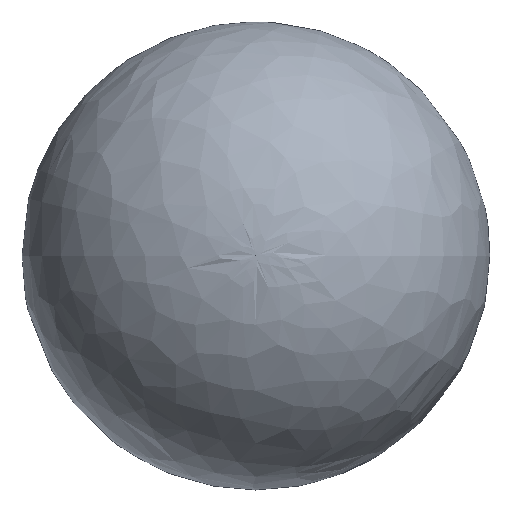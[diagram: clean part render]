
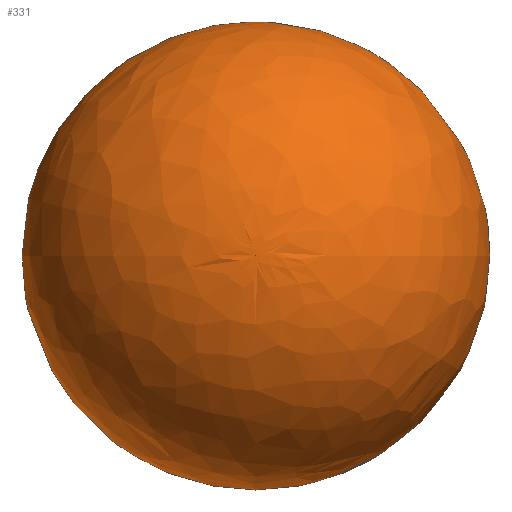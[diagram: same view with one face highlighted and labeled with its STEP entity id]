
A CAD part, top view. The second image highlights one B-rep face of the part: STEP entity #331.
In plain terms, the highlighted free-form (B-spline) face has degree [2, 2] with [5, 9] control points.
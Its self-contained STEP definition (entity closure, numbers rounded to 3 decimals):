
#16=(
BOUNDED_SURFACE()
B_SPLINE_SURFACE(2,2,((#910,#911,#912,#913,#914,#915,#916,#917,#918),(#919,
#920,#921,#922,#923,#924,#925,#926,#927),(#928,#929,#930,#931,#932,#933,
#934,#935,#936),(#937,#938,#939,#940,#941,#942,#943,#944,#945),(#946,#947,
#948,#949,#950,#951,#952,#953,#954)),.UNSPECIFIED.,.F.,.T.,.F.)
B_SPLINE_SURFACE_WITH_KNOTS((3,2,3),(3,2,2,2,3),(-0.899,0.342,
1.583),(-3.142,-1.571,0.,1.571,
3.142),.UNSPECIFIED.)
GEOMETRIC_REPRESENTATION_ITEM()
RATIONAL_B_SPLINE_SURFACE(((1.,0.707,1.,0.707,1.,
0.707,1.,0.707,1.),(0.814,0.575,
0.814,0.575,0.814,0.575,
0.814,0.575,0.814),(1.,0.707,
1.,0.707,1.,0.707,1.,0.707,1.),(0.814,
0.575,0.814,0.575,0.814,
0.575,0.814,0.575,0.814),
(1.,0.707,1.,0.707,1.,0.707,1.,0.707,
1.)))
REPRESENTATION_ITEM('')
SURFACE()
);
#48=FACE_OUTER_BOUND('',#69,.T.);
#69=EDGE_LOOP('',(#301,#302,#303,#304));
#88=CIRCLE('',#364,34.256);
#89=CIRCLE('',#365,34.256);
#90=CIRCLE('',#367,54.);
#164=VERTEX_POINT('',#904);
#165=VERTEX_POINT('',#906);
#166=VERTEX_POINT('',#955);
#211=EDGE_CURVE('',#164,#165,#88,.T.);
#212=EDGE_CURVE('',#165,#164,#89,.T.);
#213=EDGE_CURVE('',#166,#164,#90,.T.);
#301=ORIENTED_EDGE('',*,*,#213,.T.);
#302=ORIENTED_EDGE('',*,*,#212,.F.);
#303=ORIENTED_EDGE('',*,*,#211,.F.);
#304=ORIENTED_EDGE('',*,*,#213,.F.);
#331=ADVANCED_FACE('',(#48),#16,.F.);
#364=AXIS2_PLACEMENT_3D('',#907,#444,#445);
#365=AXIS2_PLACEMENT_3D('',#908,#446,#447);
#367=AXIS2_PLACEMENT_3D('',#956,#450,#451);
#444=DIRECTION('center_axis',(0.,0.,-1.));
#445=DIRECTION('ref_axis',(-1.,0.,0.));
#446=DIRECTION('center_axis',(0.,0.,-1.));
#447=DIRECTION('ref_axis',(-1.,0.,0.));
#450=DIRECTION('center_axis',(0.,-1.,0.));
#451=DIRECTION('ref_axis',(-1.,0.,0.));
#904=CARTESIAN_POINT('',(-34.256,0.,19.59));
#906=CARTESIAN_POINT('',(34.256,0.,19.59));
#907=CARTESIAN_POINT('Origin',(0.,0.,19.59));
#908=CARTESIAN_POINT('Origin',(0.,0.,19.59));
#910=CARTESIAN_POINT('Ctrl Pts',(-34.256,0.,19.59));
#911=CARTESIAN_POINT('Ctrl Pts',(-34.256,-34.256,19.59));
#912=CARTESIAN_POINT('Ctrl Pts',(0.,-34.256,
19.59));
#913=CARTESIAN_POINT('Ctrl Pts',(34.256,-34.256,19.59));
#914=CARTESIAN_POINT('Ctrl Pts',(34.256,0.,19.59));
#915=CARTESIAN_POINT('Ctrl Pts',(34.256,34.256,19.59));
#916=CARTESIAN_POINT('Ctrl Pts',(0.,34.256,
19.59));
#917=CARTESIAN_POINT('Ctrl Pts',(-34.256,34.256,19.59));
#918=CARTESIAN_POINT('Ctrl Pts',(-34.256,0.,19.59));
#919=CARTESIAN_POINT('Ctrl Pts',(-64.473,0.,43.604));
#920=CARTESIAN_POINT('Ctrl Pts',(-64.473,-64.473,43.604));
#921=CARTESIAN_POINT('Ctrl Pts',(0.,-64.473,
43.604));
#922=CARTESIAN_POINT('Ctrl Pts',(64.473,-64.473,43.604));
#923=CARTESIAN_POINT('Ctrl Pts',(64.473,0.,43.604));
#924=CARTESIAN_POINT('Ctrl Pts',(64.473,64.473,43.604));
#925=CARTESIAN_POINT('Ctrl Pts',(0.,64.473,
43.604));
#926=CARTESIAN_POINT('Ctrl Pts',(-64.473,64.473,43.604));
#927=CARTESIAN_POINT('Ctrl Pts',(-64.473,0.,43.604));
#928=CARTESIAN_POINT('Ctrl Pts',(-51.534,0.,79.968));
#929=CARTESIAN_POINT('Ctrl Pts',(-51.534,-51.534,79.968));
#930=CARTESIAN_POINT('Ctrl Pts',(0.,-51.534,
79.968));
#931=CARTESIAN_POINT('Ctrl Pts',(51.534,-51.534,79.968));
#932=CARTESIAN_POINT('Ctrl Pts',(51.534,0.,79.968));
#933=CARTESIAN_POINT('Ctrl Pts',(51.534,51.534,79.968));
#934=CARTESIAN_POINT('Ctrl Pts',(0.,51.534,
79.968));
#935=CARTESIAN_POINT('Ctrl Pts',(-51.534,51.534,79.968));
#936=CARTESIAN_POINT('Ctrl Pts',(-51.534,0.,79.968));
#937=CARTESIAN_POINT('Ctrl Pts',(-38.594,0.,116.332));
#938=CARTESIAN_POINT('Ctrl Pts',(-38.594,-38.594,116.332));
#939=CARTESIAN_POINT('Ctrl Pts',(0.,-38.594,
116.332));
#940=CARTESIAN_POINT('Ctrl Pts',(38.594,-38.594,116.332));
#941=CARTESIAN_POINT('Ctrl Pts',(38.594,0.,116.332));
#942=CARTESIAN_POINT('Ctrl Pts',(38.594,38.594,116.332));
#943=CARTESIAN_POINT('Ctrl Pts',(0.,38.594,116.332));
#944=CARTESIAN_POINT('Ctrl Pts',(-38.594,38.594,116.332));
#945=CARTESIAN_POINT('Ctrl Pts',(-38.594,0.,116.332));
#946=CARTESIAN_POINT('Ctrl Pts',(0.,0.,115.861));
#947=CARTESIAN_POINT('Ctrl Pts',(0.,0.,
115.861));
#948=CARTESIAN_POINT('Ctrl Pts',(0.,0.,
115.861));
#949=CARTESIAN_POINT('Ctrl Pts',(0.,0.,
115.861));
#950=CARTESIAN_POINT('Ctrl Pts',(0.,0.,115.861));
#951=CARTESIAN_POINT('Ctrl Pts',(0.,0.,
115.861));
#952=CARTESIAN_POINT('Ctrl Pts',(0.,0.,
115.861));
#953=CARTESIAN_POINT('Ctrl Pts',(0.,0.,
115.861));
#954=CARTESIAN_POINT('Ctrl Pts',(0.,0.,115.861));
#955=CARTESIAN_POINT('',(0.,0.,115.861));
#956=CARTESIAN_POINT('Origin',(-0.658,0.,
61.865));
